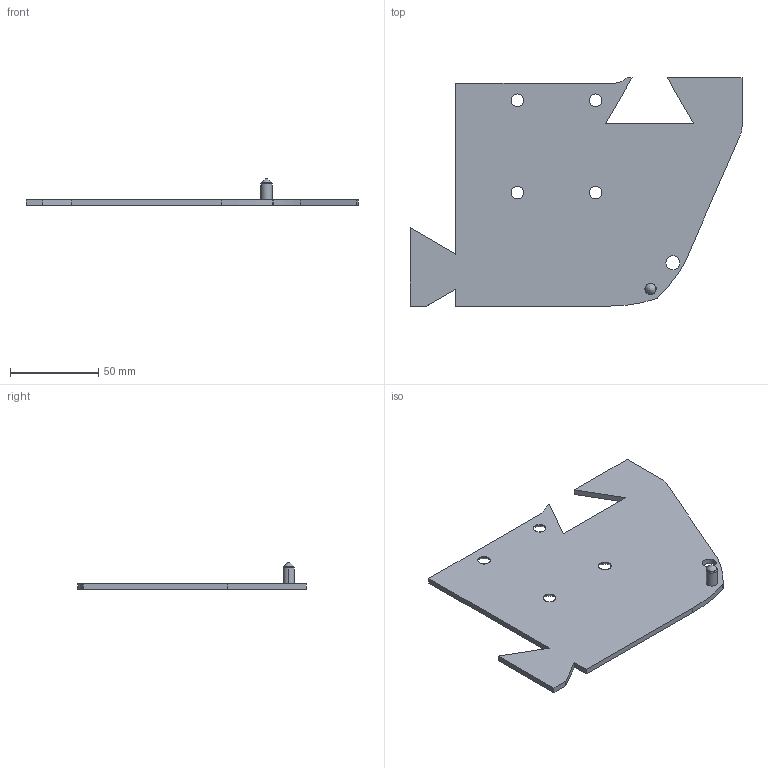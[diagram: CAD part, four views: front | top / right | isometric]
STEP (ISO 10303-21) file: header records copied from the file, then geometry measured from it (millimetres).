
FILE_DESCRIPTION(('FreeCAD Model'),'2;1');
FILE_NAME( 'bottom_right.step', '2020-08-21T21:54:19',('Author'),(''), 'Open CASCADE STEP processor 7.4','FreeCAD','Unknown');
FILE_SCHEMA(('AUTOMOTIVE_DESIGN { 1 0 10303 214 1 1 1 1 }'));
Length unit declared in the file: millimetre
Products named in the file (1): Cut
Bounding box: 188.37 x 129.54 x 15.24 mm (x, y, z)
Volume: 57851.1 mm3; surface area: 39214.3 mm2
Topology: 1 solids, 1 shells, 45 faces, 118 edges, 76 vertices
Faces by surface type: plane 17, cylinder 17, cone 8, bspline 3
Entity records: 4217 total; most frequent: CARTESIAN_POINT 1629, DIRECTION 392, ORIENTED_EDGE 236, PCURVE 236, DEFINITIONAL_REPRESENTATION 236, LINE 206, VECTOR 206, EDGE_CURVE 118
